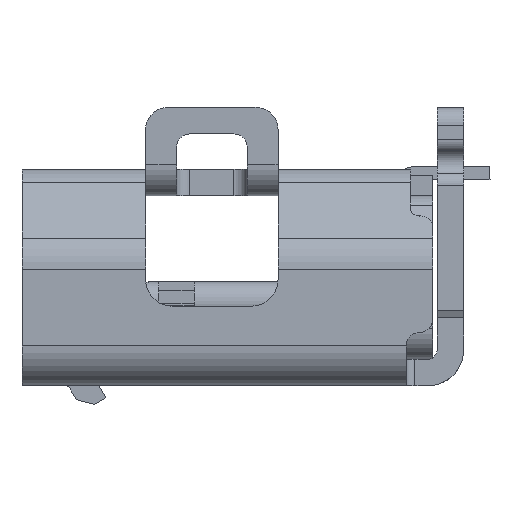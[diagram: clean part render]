
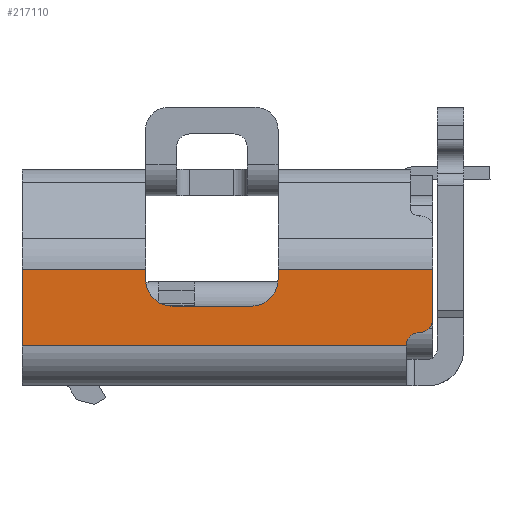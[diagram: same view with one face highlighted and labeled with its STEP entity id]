
A CAD part, left-side view. The second image highlights one B-rep face of the part: STEP entity #217110.
In plain terms, the highlighted face is planar.
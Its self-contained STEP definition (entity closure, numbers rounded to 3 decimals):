
#21210=CARTESIAN_POINT('',(0.3,1.73,
2.45));
#21220=VERTEX_POINT('',#21210);
#21250=CARTESIAN_POINT('',(0.3,1.23,
2.45));
#21260=DIRECTION('',(0.,-1.,-0.));
#21270=VECTOR('',#21260,1.);
#21280=LINE('',#21250,#21270);
#21290=CARTESIAN_POINT('',(0.3,1.163,
2.45));
#21300=VERTEX_POINT('',#21290);
#21310=EDGE_CURVE('',#21220,#21300,#21280,.T.);
#183810=CARTESIAN_POINT('',(0.6,2.03,
2.45));
#183820=VERTEX_POINT('',#183810);
#196270=CARTESIAN_POINT('',(4.95,1.163,
2.45));
#196280=VERTEX_POINT('',#196270);
#196310=CARTESIAN_POINT('',(4.95,1.23,
2.45));
#196320=DIRECTION('',(0.,1.,0.));
#196330=VECTOR('',#196320,1.);
#196340=LINE('',#196310,#196330);
#196350=CARTESIAN_POINT('',(4.95,2.03,
2.45));
#196360=VERTEX_POINT('',#196350);
#196370=EDGE_CURVE('',#196280,#196360,#196340,.T.);
#216240=CARTESIAN_POINT('',(4.95,1.196,
2.45));
#216250=DIRECTION('',(0.,-0.,1.));
#216260=DIRECTION('',(0.,1.,0.));
#216270=AXIS2_PLACEMENT_3D('',#216240,#216250,#216260);
#216280=PLANE('',#216270);
#216290=CARTESIAN_POINT('',(3.25,1.28,
2.45));
#216300=DIRECTION('',(0.,0.,1.));
#216310=DIRECTION('',(0.,1.,0.));
#216320=AXIS2_PLACEMENT_3D('',#216290,#216300,#216310);
#216330=CIRCLE('',#216320,0.3);
#216340=CARTESIAN_POINT('',(3.55,1.28,
2.45));
#216350=VERTEX_POINT('',#216340);
#216360=CARTESIAN_POINT('',(3.25,1.58,
2.45));
#216370=VERTEX_POINT('',#216360);
#216380=EDGE_CURVE('',#216350,#216370,#216330,.T.);
#216390=ORIENTED_EDGE('',*,*,#216380,.F.);
#216400=CARTESIAN_POINT('',(4.65,1.58,
2.45));
#216410=DIRECTION('',(1.,0.,0.));
#216420=VECTOR('',#216410,1.);
#216430=LINE('',#216400,#216420);
#216440=CARTESIAN_POINT('',(2.35,1.58,
2.45));
#216450=VERTEX_POINT('',#216440);
#216460=EDGE_CURVE('',#216450,#216370,#216430,.T.);
#216470=ORIENTED_EDGE('',*,*,#216460,.T.);
#216480=CARTESIAN_POINT('',(2.35,1.28,
2.45));
#216490=DIRECTION('',(0.,0.,1.));
#216500=DIRECTION('',(0.,1.,0.));
#216510=AXIS2_PLACEMENT_3D('',#216480,#216490,#216500);
#216520=CIRCLE('',#216510,0.3);
#216530=CARTESIAN_POINT('',(2.05,1.28,
2.45));
#216540=VERTEX_POINT('',#216530);
#216550=EDGE_CURVE('',#216450,#216540,#216520,.T.);
#216560=ORIENTED_EDGE('',*,*,#216550,.F.);
#216570=CARTESIAN_POINT('',(2.05,1.23,
2.45));
#216580=DIRECTION('',(0.,1.,0.));
#216590=VECTOR('',#216580,1.);
#216600=LINE('',#216570,#216590);
#216610=CARTESIAN_POINT('',(2.05,1.163,
2.45));
#216620=VERTEX_POINT('',#216610);
#216630=EDGE_CURVE('',#216620,#216540,#216600,.T.);
#216640=ORIENTED_EDGE('',*,*,#216630,.T.);
#216650=CARTESIAN_POINT('',(4.65,1.163,
2.45));
#216660=DIRECTION('',(-1.,0.,0.));
#216670=VECTOR('',#216660,1.);
#216680=LINE('',#216650,#216670);
#216690=EDGE_CURVE('',#216620,#21300,#216680,.T.);
#216700=ORIENTED_EDGE('',*,*,#216690,.F.);
#216710=ORIENTED_EDGE('',*,*,#21310,.T.);
#216720=CARTESIAN_POINT('',(0.45,1.73,
2.45));
#216730=DIRECTION('',(0.,0.,1.));
#216740=DIRECTION('',(1.,0.,0.));
#216750=AXIS2_PLACEMENT_3D('',#216720,#216730,#216740);
#216760=CIRCLE('',#216750,0.15);
#216770=CARTESIAN_POINT('',(0.45,1.88,
2.45));
#216780=VERTEX_POINT('',#216770);
#216790=EDGE_CURVE('',#216780,#21220,#216760,.T.);
#216800=ORIENTED_EDGE('',*,*,#216790,.T.);
#216810=CARTESIAN_POINT('',(0.45,2.03,
2.45));
#216820=DIRECTION('',(0.,0.,-1.));
#216830=DIRECTION('',(-1.,0.,0.));
#216840=AXIS2_PLACEMENT_3D('',#216810,#216820,#216830);
#216850=CIRCLE('',#216840,0.15);
#216860=EDGE_CURVE('',#183820,#216780,#216850,.T.);
#216870=ORIENTED_EDGE('',*,*,#216860,.T.);
#216880=CARTESIAN_POINT('',(0.207,2.03,
2.45));
#216890=DIRECTION('',(1.,0.,0.));
#216900=VECTOR('',#216890,1.);
#216910=LINE('',#216880,#216900);
#216920=EDGE_CURVE('',#183820,#196360,#216910,.T.);
#216930=ORIENTED_EDGE('',*,*,#216920,.F.);
#216940=ORIENTED_EDGE('',*,*,#196370,.T.);
#216950=CARTESIAN_POINT('',(4.65,1.163,
2.45));
#216960=DIRECTION('',(-1.,0.,0.));
#216970=VECTOR('',#216960,1.);
#216980=LINE('',#216950,#216970);
#216990=CARTESIAN_POINT('',(3.55,1.163,
2.45));
#217000=VERTEX_POINT('',#216990);
#217010=EDGE_CURVE('',#196280,#217000,#216980,.T.);
#217020=ORIENTED_EDGE('',*,*,#217010,.F.);
#217030=CARTESIAN_POINT('',(3.55,1.23,
2.45));
#217040=DIRECTION('',(0.,-1.,-0.));
#217050=VECTOR('',#217040,1.);
#217060=LINE('',#217030,#217050);
#217070=EDGE_CURVE('',#216350,#217000,#217060,.T.);
#217080=ORIENTED_EDGE('',*,*,#217070,.T.);
#217090=EDGE_LOOP('',(#217080,#217020,#216940,#216930,#216870,#216800,
#216710,#216700,#216640,#216560,#216470,#216390));
#217100=FACE_OUTER_BOUND('',#217090,.T.);
#217110=ADVANCED_FACE('',(#217100),#216280,.T.);
